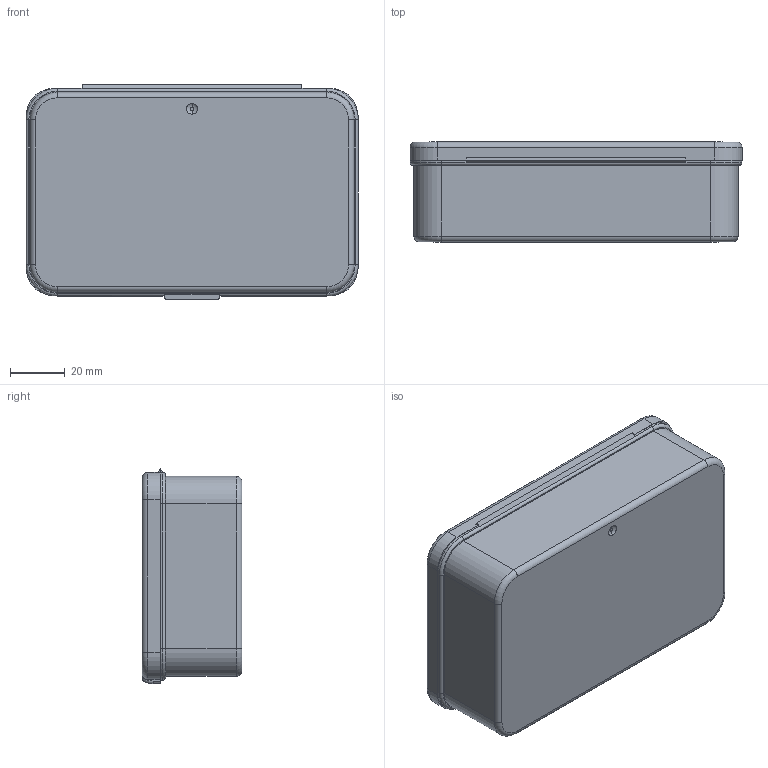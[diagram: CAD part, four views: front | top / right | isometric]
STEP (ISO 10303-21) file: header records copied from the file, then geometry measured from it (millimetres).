
FILE_DESCRIPTION (( 'STEP AP214' ), '1' );
FILE_NAME ('B127 Êîðîáêà ïëàñòèêîâàÿ, 121x76x36 ìì.STEP', '2020-02-12T06:43:53', ( 'Ïîëüçîâàòåëü Windows' ), ( '' ), 'SwSTEP 2.0', 'SolidWorks 2019', '' );
FILE_SCHEMA (( 'AUTOMOTIVE_DESIGN' ));
Length unit declared in the file: millimetre
Products named in the file (3): B127 Êðûøêà_00; B127 澎觐耱黖00; B127 Êîðîáêà ïëàñòèêîâàÿ, 121x76x36 ìì
Assembly tree (2 placements, depth 2):
  B127 Êîðîáêà ïëàñòèêîâàÿ, 121x76x36 ìì
    B127 澎觐耱黖00
    B127 Êðûøêà_00
Bounding box: 120.75 x 36.25 x 78.3 mm (x, y, z)
Volume: 34404 mm3; surface area: 62299.7 mm2
Topology: 2 solids, 2 shells, 225 faces, 553 edges, 334 vertices
Faces by surface type: cylinder 87, plane 85, bspline 27, torus 22, sphere 4
Entity records: 9693 total; most frequent: CARTESIAN_POINT 4543, ORIENTED_EDGE 1090, DIRECTION 1016, EDGE_CURVE 545, AXIS2_PLACEMENT_3D 363, VERTEX_POINT 334, LINE 290, VECTOR 290
